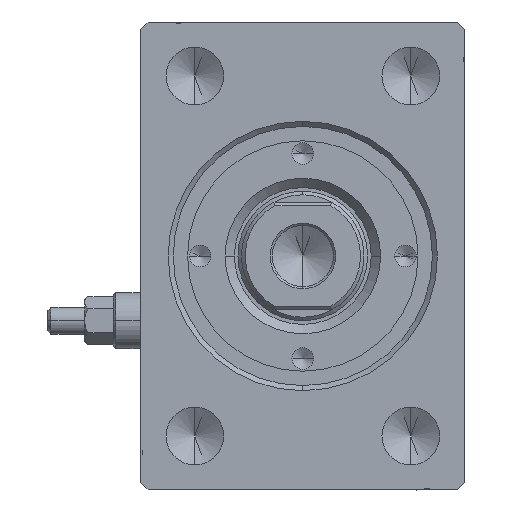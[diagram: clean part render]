
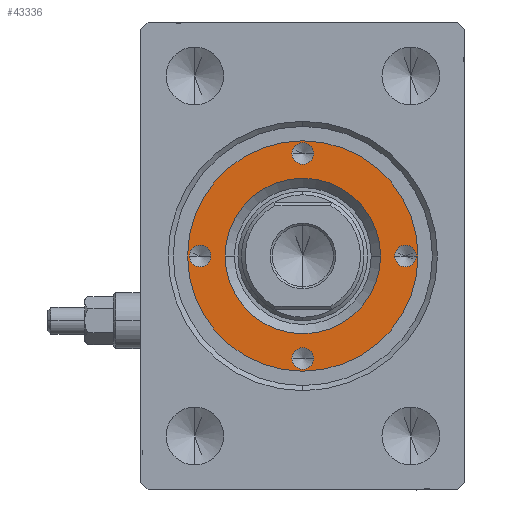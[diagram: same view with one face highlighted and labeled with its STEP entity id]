
A CAD part, left-side view. The second image highlights one B-rep face of the part: STEP entity #43336.
In plain terms, the highlighted face is planar.
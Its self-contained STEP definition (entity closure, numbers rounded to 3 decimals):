
#221 = DIRECTION ( 'NONE',  ( 0., 0., 1. ) ) ;
#484 = VERTEX_POINT ( 'NONE', #10739 ) ;
#654 = VERTEX_POINT ( 'NONE', #19844 ) ;
#950 = CARTESIAN_POINT ( 'NONE',  ( 0., 0., 7. ) ) ;
#1051 = DIRECTION ( 'NONE',  ( 0., 0., 1. ) ) ;
#1885 = ORIENTED_EDGE ( 'NONE', *, *, #31946, .F. ) ;
#2569 = EDGE_CURVE ( 'NONE', #654, #484, #18465, .T. ) ;
#2843 = EDGE_CURVE ( 'NONE', #19695, #27226, #27934, .T. ) ;
#2972 = DIRECTION ( 'NONE',  ( 1., 0., 0. ) ) ;
#4705 = CARTESIAN_POINT ( 'NONE',  ( 12.75, 0., 7. ) ) ;
#4759 = CIRCLE ( 'NONE', #31768, 1.5 ) ;
#4795 = CIRCLE ( 'NONE', #17936, 16. ) ;
#6302 = ORIENTED_EDGE ( 'NONE', *, *, #43291, .F. ) ;
#6394 = DIRECTION ( 'NONE',  ( 1., 0., 0. ) ) ;
#6714 = DIRECTION ( 'NONE',  ( 1., 0., 0. ) ) ;
#6771 = AXIS2_PLACEMENT_3D ( 'NONE', #43047, #31626, #21819 ) ;
#7739 = CARTESIAN_POINT ( 'NONE',  ( 0., 0., 7. ) ) ;
#7752 = CARTESIAN_POINT ( 'NONE',  ( -14.25, 0., 7. ) ) ;
#8217 = VERTEX_POINT ( 'NONE', #26530 ) ;
#10033 = DIRECTION ( 'NONE',  ( 1., 0., 0. ) ) ;
#10656 = VERTEX_POINT ( 'NONE', #39116 ) ;
#10739 = CARTESIAN_POINT ( 'NONE',  ( -1.5, -14.25, 7. ) ) ;
#11223 = FACE_BOUND ( 'NONE', #15742, .T. ) ;
#11338 = EDGE_LOOP ( 'NONE', ( #24142, #15610 ) ) ;
#11571 = AXIS2_PLACEMENT_3D ( 'NONE', #20666, #42147, #6714 ) ;
#12549 = DIRECTION ( 'NONE',  ( 0., 0., -1. ) ) ;
#12592 = AXIS2_PLACEMENT_3D ( 'NONE', #7752, #14596, #28994 ) ;
#13644 = CIRCLE ( 'NONE', #26063, 1.5 ) ;
#13670 = EDGE_CURVE ( 'NONE', #35233, #14516, #4759, .T. ) ;
#13745 = DIRECTION ( 'NONE',  ( 0., 0., 1. ) ) ;
#13857 = EDGE_LOOP ( 'NONE', ( #31217, #33335 ) ) ;
#14051 = AXIS2_PLACEMENT_3D ( 'NONE', #27200, #33587, #6394 ) ;
#14516 = VERTEX_POINT ( 'NONE', #21184 ) ;
#14596 = DIRECTION ( 'NONE',  ( 0., 0., 1. ) ) ;
#15076 = EDGE_LOOP ( 'NONE', ( #25209, #41296 ) ) ;
#15101 = FACE_BOUND ( 'NONE', #15076, .T. ) ;
#15607 = AXIS2_PLACEMENT_3D ( 'NONE', #23102, #34052, #2972 ) ;
#15610 = ORIENTED_EDGE ( 'NONE', *, *, #39759, .T. ) ;
#15742 = EDGE_LOOP ( 'NONE', ( #6302, #1885 ) ) ;
#15767 = DIRECTION ( 'NONE',  ( 1., 0., 0. ) ) ;
#16396 = EDGE_CURVE ( 'NONE', #20122, #39533, #40599, .T. ) ;
#16640 = CARTESIAN_POINT ( 'NONE',  ( -16., 0., 7. ) ) ;
#17936 = AXIS2_PLACEMENT_3D ( 'NONE', #7739, #21689, #35620 ) ;
#17945 = VERTEX_POINT ( 'NONE', #28954 ) ;
#18465 = CIRCLE ( 'NONE', #6771, 1.5 ) ;
#19629 = AXIS2_PLACEMENT_3D ( 'NONE', #25139, #39505, #39059 ) ;
#19695 = VERTEX_POINT ( 'NONE', #16640 ) ;
#19844 = CARTESIAN_POINT ( 'NONE',  ( 1.5, -14.25, 7. ) ) ;
#20122 = VERTEX_POINT ( 'NONE', #27797 ) ;
#20282 = CARTESIAN_POINT ( 'NONE',  ( 16., 0., 7. ) ) ;
#20369 = AXIS2_PLACEMENT_3D ( 'NONE', #31529, #41358, #34282 ) ;
#20666 = CARTESIAN_POINT ( 'NONE',  ( 0., 14.25, 7. ) ) ;
#21184 = CARTESIAN_POINT ( 'NONE',  ( 15.75, 0., 7. ) ) ;
#21633 = DIRECTION ( 'NONE',  ( 1., 0., 0. ) ) ;
#21689 = DIRECTION ( 'NONE',  ( 0., 0., 1. ) ) ;
#21819 = DIRECTION ( 'NONE',  ( 1., 0., 0. ) ) ;
#21836 = AXIS2_PLACEMENT_3D ( 'NONE', #37017, #12549, #15767 ) ;
#22285 = VERTEX_POINT ( 'NONE', #30036 ) ;
#23102 = CARTESIAN_POINT ( 'NONE',  ( 0., 0., 7. ) ) ;
#23148 = AXIS2_PLACEMENT_3D ( 'NONE', #950, #28391, #29060 ) ;
#23824 = CARTESIAN_POINT ( 'NONE',  ( -14.25, 0., 7. ) ) ;
#24142 = ORIENTED_EDGE ( 'NONE', *, *, #2843, .T. ) ;
#25139 = CARTESIAN_POINT ( 'NONE',  ( 0., -14.25, 7. ) ) ;
#25209 = ORIENTED_EDGE ( 'NONE', *, *, #16396, .F. ) ;
#25216 = ORIENTED_EDGE ( 'NONE', *, *, #2569, .F. ) ;
#25667 = CARTESIAN_POINT ( 'NONE',  ( -1.5, 14.25, 7. ) ) ;
#26063 = AXIS2_PLACEMENT_3D ( 'NONE', #23824, #13745, #31126 ) ;
#26330 = EDGE_CURVE ( 'NONE', #39533, #20122, #31274, .T. ) ;
#26530 = CARTESIAN_POINT ( 'NONE',  ( -10.8, 0., 7. ) ) ;
#26771 = EDGE_CURVE ( 'NONE', #22285, #8217, #40036, .T. ) ;
#27052 = EDGE_CURVE ( 'NONE', #484, #654, #36395, .T. ) ;
#27200 = CARTESIAN_POINT ( 'NONE',  ( 0., 0., 7. ) ) ;
#27226 = VERTEX_POINT ( 'NONE', #20282 ) ;
#27791 = EDGE_CURVE ( 'NONE', #14516, #35233, #28418, .T. ) ;
#27797 = CARTESIAN_POINT ( 'NONE',  ( 1.5, 14.25, 7. ) ) ;
#27934 = CIRCLE ( 'NONE', #14051, 16. ) ;
#28391 = DIRECTION ( 'NONE',  ( 0., 0., 1. ) ) ;
#28418 = CIRCLE ( 'NONE', #20369, 1.5 ) ;
#28954 = CARTESIAN_POINT ( 'NONE',  ( -15.75, 0., 7. ) ) ;
#28984 = ORIENTED_EDGE ( 'NONE', *, *, #13670, .F. ) ;
#28994 = DIRECTION ( 'NONE',  ( 1., 0., 0. ) ) ;
#29060 = DIRECTION ( 'NONE',  ( 1., 0., 0. ) ) ;
#30036 = CARTESIAN_POINT ( 'NONE',  ( 10.8, 0., 7. ) ) ;
#31126 = DIRECTION ( 'NONE',  ( 1., 0., 0. ) ) ;
#31217 = ORIENTED_EDGE ( 'NONE', *, *, #26771, .T. ) ;
#31274 = CIRCLE ( 'NONE', #11571, 1.5 ) ;
#31529 = CARTESIAN_POINT ( 'NONE',  ( 14.25, 0., 7. ) ) ;
#31578 = EDGE_LOOP ( 'NONE', ( #44481, #28984 ) ) ;
#31626 = DIRECTION ( 'NONE',  ( 0., 0., 1. ) ) ;
#31768 = AXIS2_PLACEMENT_3D ( 'NONE', #32340, #1051, #21633 ) ;
#31946 = EDGE_CURVE ( 'NONE', #17945, #10656, #41088, .T. ) ;
#32248 = FACE_BOUND ( 'NONE', #39652, .T. ) ;
#32340 = CARTESIAN_POINT ( 'NONE',  ( 14.25, 0., 7. ) ) ;
#32472 = FACE_BOUND ( 'NONE', #13857, .T. ) ;
#32698 = FACE_BOUND ( 'NONE', #31578, .T. ) ;
#33335 = ORIENTED_EDGE ( 'NONE', *, *, #33827, .T. ) ;
#33587 = DIRECTION ( 'NONE',  ( 0., 0., 1. ) ) ;
#33827 = EDGE_CURVE ( 'NONE', #8217, #22285, #35330, .T. ) ;
#34052 = DIRECTION ( 'NONE',  ( 0., 0., -1. ) ) ;
#34282 = DIRECTION ( 'NONE',  ( 1., 0., 0. ) ) ;
#35233 = VERTEX_POINT ( 'NONE', #4705 ) ;
#35330 = CIRCLE ( 'NONE', #15607, 10.8 ) ;
#35461 = PLANE ( 'NONE',  #23148 ) ;
#35620 = DIRECTION ( 'NONE',  ( 1., 0., 0. ) ) ;
#36357 = FACE_OUTER_BOUND ( 'NONE', #11338, .T. ) ;
#36395 = CIRCLE ( 'NONE', #19629, 1.5 ) ;
#37017 = CARTESIAN_POINT ( 'NONE',  ( 0., 0., 7. ) ) ;
#38407 = AXIS2_PLACEMENT_3D ( 'NONE', #42262, #221, #10033 ) ;
#39059 = DIRECTION ( 'NONE',  ( 1., 0., 0. ) ) ;
#39116 = CARTESIAN_POINT ( 'NONE',  ( -12.75, 0., 7. ) ) ;
#39505 = DIRECTION ( 'NONE',  ( 0., 0., 1. ) ) ;
#39533 = VERTEX_POINT ( 'NONE', #25667 ) ;
#39652 = EDGE_LOOP ( 'NONE', ( #25216, #40398 ) ) ;
#39759 = EDGE_CURVE ( 'NONE', #27226, #19695, #4795, .T. ) ;
#40036 = CIRCLE ( 'NONE', #21836, 10.8 ) ;
#40398 = ORIENTED_EDGE ( 'NONE', *, *, #27052, .F. ) ;
#40599 = CIRCLE ( 'NONE', #38407, 1.5 ) ;
#41088 = CIRCLE ( 'NONE', #12592, 1.5 ) ;
#41296 = ORIENTED_EDGE ( 'NONE', *, *, #26330, .F. ) ;
#41358 = DIRECTION ( 'NONE',  ( 0., 0., 1. ) ) ;
#42147 = DIRECTION ( 'NONE',  ( 0., 0., 1. ) ) ;
#42262 = CARTESIAN_POINT ( 'NONE',  ( 0., 14.25, 7. ) ) ;
#43047 = CARTESIAN_POINT ( 'NONE',  ( 0., -14.25, 7. ) ) ;
#43291 = EDGE_CURVE ( 'NONE', #10656, #17945, #13644, .T. ) ;
#43336 = ADVANCED_FACE ( 'NONE', ( #11223, #15101, #32698, #32248, #32472, #36357 ), #35461, .T. ) ;
#44481 = ORIENTED_EDGE ( 'NONE', *, *, #27791, .F. ) ;
